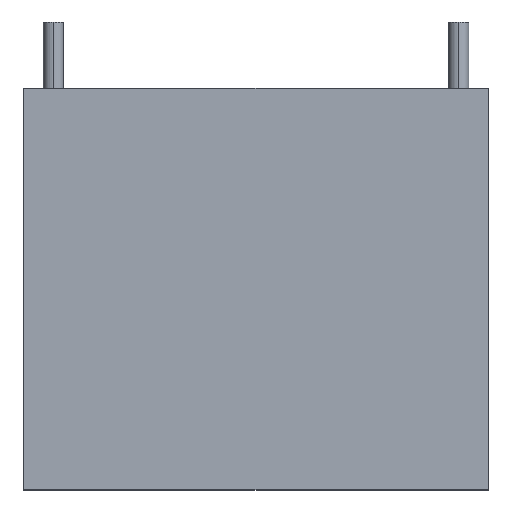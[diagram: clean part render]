
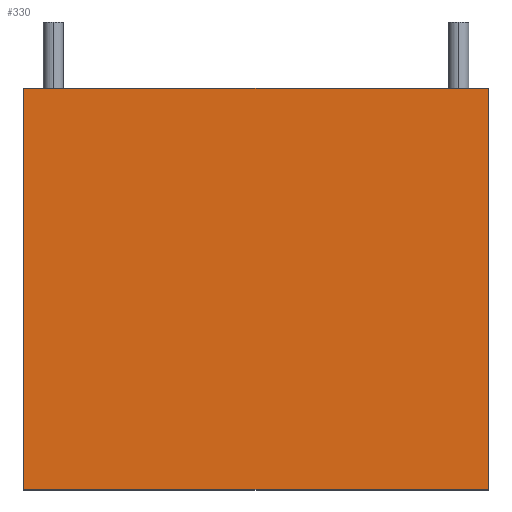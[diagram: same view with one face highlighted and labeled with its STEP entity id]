
A CAD part, top view. The second image highlights one B-rep face of the part: STEP entity #330.
In plain terms, the highlighted planar face has unit normal (0, 0, 1).
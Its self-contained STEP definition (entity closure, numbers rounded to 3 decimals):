
#17 = DIRECTION ( 'NONE',  ( -1., 0., 0. ) ) ;
#32 = CARTESIAN_POINT ( 'NONE',  ( 34.925, 30.15, 0. ) ) ;
#62 = EDGE_LOOP ( 'NONE', ( #835, #363, #329, #623 ) ) ;
#126 = VERTEX_POINT ( 'NONE', #502 ) ;
#157 = VERTEX_POINT ( 'NONE', #343 ) ;
#181 = FACE_OUTER_BOUND ( 'NONE', #62, .T. ) ;
#184 = VECTOR ( 'NONE', #436, 1000. ) ;
#187 = AXIS2_PLACEMENT_3D ( 'NONE', #826, #420, #17 ) ;
#212 = DIRECTION ( 'NONE',  ( 1., 0., 0. ) ) ;
#253 = VERTEX_POINT ( 'NONE', #380 ) ;
#287 = DIRECTION ( 'NONE',  ( 0., -1., 0. ) ) ;
#315 = EDGE_CURVE ( 'NONE', #691, #253, #874, .T. ) ;
#329 = ORIENTED_EDGE ( 'NONE', *, *, #337, .F. ) ;
#330 = ADVANCED_FACE ( 'NONE', ( #181 ), #356, .F. ) ;
#337 = EDGE_CURVE ( 'NONE', #157, #126, #519, .T. ) ;
#343 = CARTESIAN_POINT ( 'NONE',  ( 0., 30.15, 0. ) ) ;
#356 = PLANE ( 'NONE',  #187 ) ;
#363 = ORIENTED_EDGE ( 'NONE', *, *, #447, .F. ) ;
#375 = DIRECTION ( 'NONE',  ( 1., 0., 0. ) ) ;
#380 = CARTESIAN_POINT ( 'NONE',  ( 34.925, 0., 0. ) ) ;
#420 = DIRECTION ( 'NONE',  ( 0., 0., -1. ) ) ;
#432 = LINE ( 'NONE', #32, #184 ) ;
#436 = DIRECTION ( 'NONE',  ( 0., -1., 0. ) ) ;
#438 = CARTESIAN_POINT ( 'NONE',  ( 0., 0., 0. ) ) ;
#447 = EDGE_CURVE ( 'NONE', #126, #253, #432, .T. ) ;
#499 = CARTESIAN_POINT ( 'NONE',  ( 0., 30.15, 0. ) ) ;
#502 = CARTESIAN_POINT ( 'NONE',  ( 34.925, 30.15, 0. ) ) ;
#519 = LINE ( 'NONE', #499, #857 ) ;
#527 = VECTOR ( 'NONE', #287, 1000. ) ;
#555 = LINE ( 'NONE', #687, #527 ) ;
#623 = ORIENTED_EDGE ( 'NONE', *, *, #865, .T. ) ;
#684 = CARTESIAN_POINT ( 'NONE',  ( 0., 0., 0. ) ) ;
#687 = CARTESIAN_POINT ( 'NONE',  ( 0., 30.15, 0. ) ) ;
#691 = VERTEX_POINT ( 'NONE', #684 ) ;
#694 = VECTOR ( 'NONE', #375, 1000. ) ;
#826 = CARTESIAN_POINT ( 'NONE',  ( 0., 30.15, 0. ) ) ;
#835 = ORIENTED_EDGE ( 'NONE', *, *, #315, .T. ) ;
#857 = VECTOR ( 'NONE', #212, 1000. ) ;
#865 = EDGE_CURVE ( 'NONE', #157, #691, #555, .T. ) ;
#874 = LINE ( 'NONE', #438, #694 ) ;
